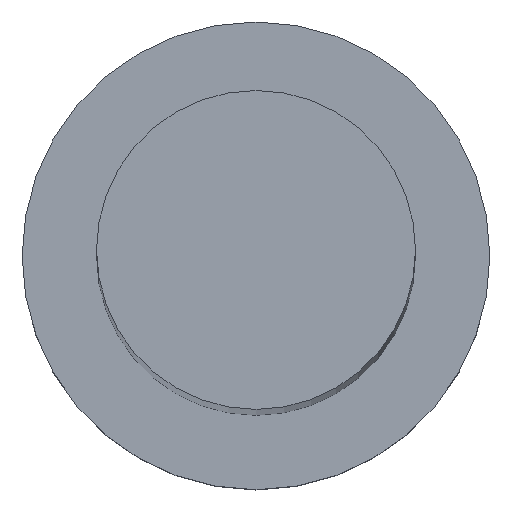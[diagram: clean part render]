
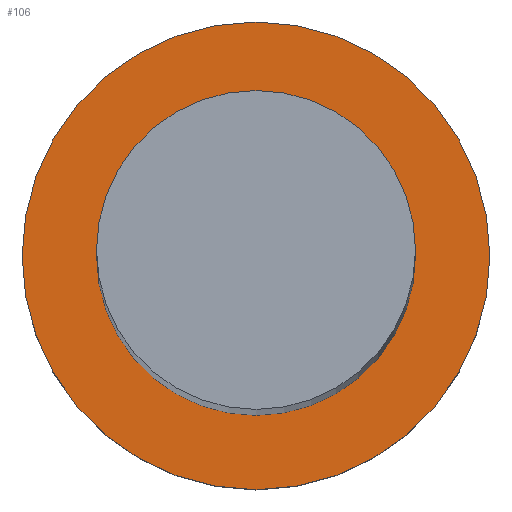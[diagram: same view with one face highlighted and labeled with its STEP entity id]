
A CAD part, top view. The second image highlights one B-rep face of the part: STEP entity #106.
In plain terms, the highlighted planar face has unit normal (0, 0, 1).
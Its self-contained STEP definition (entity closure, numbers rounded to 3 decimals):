
#2 = EDGE_CURVE ( 'NONE', #68, #10, #110, .T. ) ;
#3 = DIRECTION ( 'NONE',  ( 0., 0., 1. ) ) ;
#7 = DIRECTION ( 'NONE',  ( 0., 0., 1. ) ) ;
#9 = AXIS2_PLACEMENT_3D ( 'NONE', #225, #3, #209 ) ;
#10 = VERTEX_POINT ( 'NONE', #92 ) ;
#11 = CARTESIAN_POINT ( 'NONE',  ( 0., 0., 7. ) ) ;
#12 = ORIENTED_EDGE ( 'NONE', *, *, #197, .T. ) ;
#23 = FACE_BOUND ( 'NONE', #114, .T. ) ;
#24 = EDGE_LOOP ( 'NONE', ( #155, #12 ) ) ;
#25 = DIRECTION ( 'NONE',  ( 0., 0., 1. ) ) ;
#43 = CARTESIAN_POINT ( 'NONE',  ( 11., 0., 7. ) ) ;
#57 = DIRECTION ( 'NONE',  ( 1., 0., 0. ) ) ;
#68 = VERTEX_POINT ( 'NONE', #81 ) ;
#81 = CARTESIAN_POINT ( 'NONE',  ( 7.5, 0., 7. ) ) ;
#86 = EDGE_CURVE ( 'NONE', #10, #68, #90, .T. ) ;
#90 = CIRCLE ( 'NONE', #235, 7.5 ) ;
#92 = CARTESIAN_POINT ( 'NONE',  ( -7.5, 0., 7. ) ) ;
#106 = ADVANCED_FACE ( 'NONE', ( #23, #223 ), #242, .T. ) ;
#110 = CIRCLE ( 'NONE', #221, 7.5 ) ;
#111 = DIRECTION ( 'NONE',  ( 0., 0., 1. ) ) ;
#114 = EDGE_LOOP ( 'NONE', ( #193, #212 ) ) ;
#147 = CARTESIAN_POINT ( 'NONE',  ( -11., 0., 7. ) ) ;
#149 = VERTEX_POINT ( 'NONE', #147 ) ;
#155 = ORIENTED_EDGE ( 'NONE', *, *, #234, .T. ) ;
#166 = CARTESIAN_POINT ( 'NONE',  ( 0., 0., 7. ) ) ;
#170 = CARTESIAN_POINT ( 'NONE',  ( 0., 0., 7. ) ) ;
#173 = DIRECTION ( 'NONE',  ( 1., 0., 0. ) ) ;
#189 = CARTESIAN_POINT ( 'NONE',  ( 0., 0., 7. ) ) ;
#193 = ORIENTED_EDGE ( 'NONE', *, *, #86, .F. ) ;
#195 = AXIS2_PLACEMENT_3D ( 'NONE', #166, #111, #246 ) ;
#197 = EDGE_CURVE ( 'NONE', #211, #149, #233, .T. ) ;
#206 = DIRECTION ( 'NONE',  ( 1., 0., 0. ) ) ;
#209 = DIRECTION ( 'NONE',  ( 1., 0., 0. ) ) ;
#211 = VERTEX_POINT ( 'NONE', #43 ) ;
#212 = ORIENTED_EDGE ( 'NONE', *, *, #2, .F. ) ;
#221 = AXIS2_PLACEMENT_3D ( 'NONE', #11, #231, #206 ) ;
#223 = FACE_OUTER_BOUND ( 'NONE', #24, .T. ) ;
#225 = CARTESIAN_POINT ( 'NONE',  ( 0., 0., 7. ) ) ;
#229 = AXIS2_PLACEMENT_3D ( 'NONE', #189, #7, #173 ) ;
#231 = DIRECTION ( 'NONE',  ( 0., 0., 1. ) ) ;
#233 = CIRCLE ( 'NONE', #195, 11. ) ;
#234 = EDGE_CURVE ( 'NONE', #149, #211, #239, .T. ) ;
#235 = AXIS2_PLACEMENT_3D ( 'NONE', #170, #25, #57 ) ;
#239 = CIRCLE ( 'NONE', #229, 11. ) ;
#242 = PLANE ( 'NONE',  #9 ) ;
#246 = DIRECTION ( 'NONE',  ( 1., 0., 0. ) ) ;
